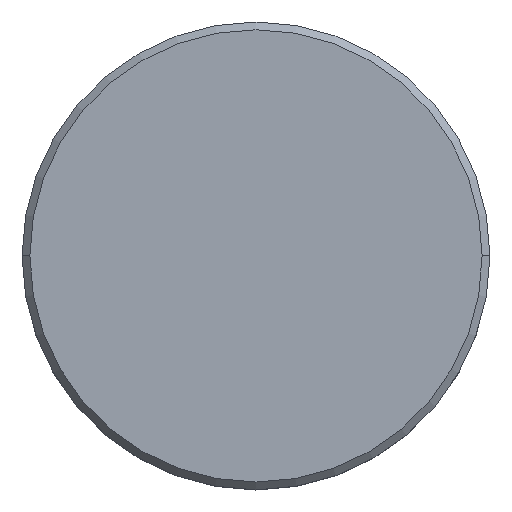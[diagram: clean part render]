
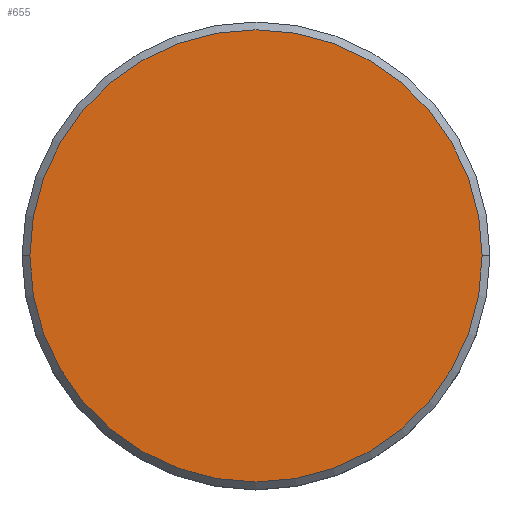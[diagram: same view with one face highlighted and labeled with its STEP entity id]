
A CAD part, top view. The second image highlights one B-rep face of the part: STEP entity #655.
In plain terms, the highlighted planar face has unit normal (0, 0, 1).
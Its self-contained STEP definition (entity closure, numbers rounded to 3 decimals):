
#83 = VERTEX_POINT ( 'NONE', #501 ) ;
#170 = FACE_OUTER_BOUND ( 'NONE', #1036, .T. ) ;
#193 = CIRCLE ( 'NONE', #380, 14.5 ) ;
#316 = CIRCLE ( 'NONE', #619, 14.5 ) ;
#327 = DIRECTION ( 'NONE',  ( 1., 0., 0. ) ) ;
#380 = AXIS2_PLACEMENT_3D ( 'NONE', #993, #661, #327 ) ;
#384 = ORIENTED_EDGE ( 'NONE', *, *, #610, .T. ) ;
#389 = DIRECTION ( 'NONE',  ( 0., 0., 1. ) ) ;
#395 = DIRECTION ( 'NONE',  ( 1., 0., 0. ) ) ;
#421 = DIRECTION ( 'NONE',  ( 0., 0., 1. ) ) ;
#501 = CARTESIAN_POINT ( 'NONE',  ( -14.5, 0., 0. ) ) ;
#567 = VERTEX_POINT ( 'NONE', #626 ) ;
#587 = CARTESIAN_POINT ( 'NONE',  ( 0., 0., 0. ) ) ;
#610 = EDGE_CURVE ( 'NONE', #83, #567, #316, .T. ) ;
#619 = AXIS2_PLACEMENT_3D ( 'NONE', #785, #389, #395 ) ;
#626 = CARTESIAN_POINT ( 'NONE',  ( 14.5, 0., 0. ) ) ;
#655 = ADVANCED_FACE ( 'NONE', ( #170 ), #1060, .T. ) ;
#661 = DIRECTION ( 'NONE',  ( 0., 0., 1. ) ) ;
#695 = AXIS2_PLACEMENT_3D ( 'NONE', #587, #421, #890 ) ;
#785 = CARTESIAN_POINT ( 'NONE',  ( 0., 0., 0. ) ) ;
#890 = DIRECTION ( 'NONE',  ( 1., 0., 0. ) ) ;
#973 = ORIENTED_EDGE ( 'NONE', *, *, #1023, .T. ) ;
#993 = CARTESIAN_POINT ( 'NONE',  ( 0., 0., 0. ) ) ;
#1023 = EDGE_CURVE ( 'NONE', #567, #83, #193, .T. ) ;
#1036 = EDGE_LOOP ( 'NONE', ( #384, #973 ) ) ;
#1060 = PLANE ( 'NONE',  #695 ) ;
